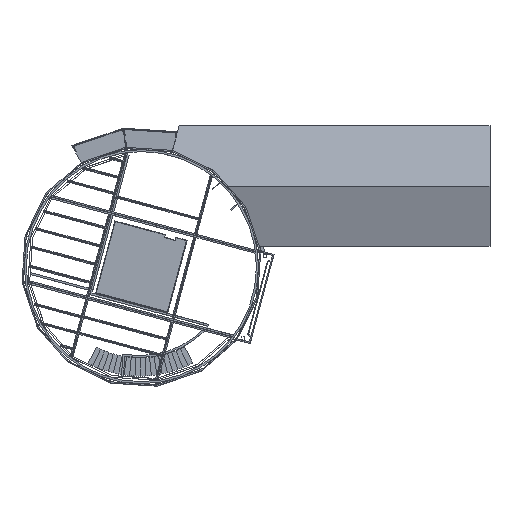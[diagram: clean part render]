
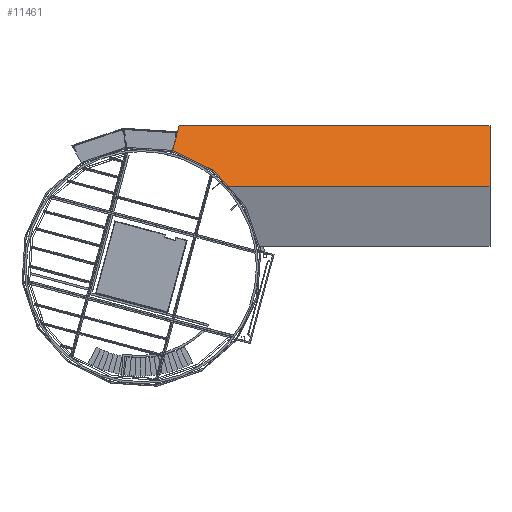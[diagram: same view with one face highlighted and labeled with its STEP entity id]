
A CAD part, top view. The second image highlights one B-rep face of the part: STEP entity #11461.
In plain terms, the highlighted planar face has unit normal (0, 0.316, 0.949).
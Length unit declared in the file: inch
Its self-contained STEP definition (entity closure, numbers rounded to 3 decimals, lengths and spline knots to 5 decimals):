
#705 = CARTESIAN_POINT ( 'NONE',  ( -3002.29944, 1686.08023, 182.93522 ) ) ;
#783 = CARTESIAN_POINT ( 'NONE',  ( -2296.86756, 1645.14247, 196.58114 ) ) ;
#948 = DIRECTION ( 'NONE',  ( -1., 0., 0. ) ) ;
#994 = VECTOR ( 'NONE', #51832, 39.37008 ) ;
#1081 = EDGE_CURVE ( 'NONE', #18773, #25509, #47943, .T. ) ;
#2713 = LINE ( 'NONE', #7372, #44291 ) ;
#2730 = CARTESIAN_POINT ( 'NONE',  ( -2296.86756, 1645.14247, 196.58114 ) ) ;
#5823 = DIRECTION ( 'NONE',  ( 0., -0.949, 0.316 ) ) ;
#6031 = FACE_OUTER_BOUND ( 'NONE', #48623, .T. ) ;
#7331 = VECTOR ( 'NONE', #28954, 39.37008 ) ;
#7372 = CARTESIAN_POINT ( 'NONE',  ( -3085.86756, 1798.14247, 145.58114 ) ) ;
#8205 = VERTEX_POINT ( 'NONE', #14265 ) ;
#11417 = DIRECTION ( 'NONE',  ( -0.246, -0.919, 0.306 ) ) ;
#11461 = ADVANCED_FACE ( 'NONE', ( #6031 ), #29988, .T. ) ;
#14265 = CARTESIAN_POINT ( 'NONE',  ( -3102.63625, 1735.56087, 166.44167 ) ) ;
#16205 = CARTESIAN_POINT ( 'NONE',  ( -3085.86756, 1798.14247, 145.58114 ) ) ;
#16341 = ORIENTED_EDGE ( 'NONE', *, *, #51127, .T. ) ;
#16832 = VERTEX_POINT ( 'NONE', #42433 ) ;
#18773 = VERTEX_POINT ( 'NONE', #2730 ) ;
#20818 = VECTOR ( 'NONE', #24783, 39.37008 ) ;
#21950 = VECTOR ( 'NONE', #948, 39.37008 ) ;
#22160 = AXIS2_PLACEMENT_3D ( 'NONE', #50025, #45950, #5823 ) ;
#23237 = ORIENTED_EDGE ( 'NONE', *, *, #51774, .T. ) ;
#24783 = DIRECTION ( 'NONE',  ( 1., 0., 0. ) ) ;
#25013 = ORIENTED_EDGE ( 'NONE', *, *, #36681, .T. ) ;
#25509 = VERTEX_POINT ( 'NONE', #50644 ) ;
#25655 = EDGE_CURVE ( 'NONE', #8205, #16832, #47647, .T. ) ;
#26580 = VECTOR ( 'NONE', #41128, 39.37008 ) ;
#28954 = DIRECTION ( 'NONE',  ( 0.64, -0.729, 0.243 ) ) ;
#29988 = PLANE ( 'NONE',  #22160 ) ;
#30361 = ORIENTED_EDGE ( 'NONE', *, *, #44008, .T. ) ;
#31544 = LINE ( 'NONE', #45005, #20818 ) ;
#32697 = LINE ( 'NONE', #36893, #21950 ) ;
#34807 = CARTESIAN_POINT ( 'NONE',  ( -2966.39799, 1645.14247, 196.58114 ) ) ;
#36681 = EDGE_CURVE ( 'NONE', #39050, #18773, #31544, .T. ) ;
#36893 = CARTESIAN_POINT ( 'NONE',  ( -2314.96151, 1798.14247, 145.58114 ) ) ;
#39050 = VERTEX_POINT ( 'NONE', #34807 ) ;
#39473 = LINE ( 'NONE', #705, #7331 ) ;
#41128 = DIRECTION ( 'NONE',  ( 0., 0.949, -0.316 ) ) ;
#42094 = VERTEX_POINT ( 'NONE', #16205 ) ;
#42433 = CARTESIAN_POINT ( 'NONE',  ( -3002.29944, 1686.08023, 182.93522 ) ) ;
#44008 = EDGE_CURVE ( 'NONE', #42094, #8205, #2713, .T. ) ;
#44291 = VECTOR ( 'NONE', #11417, 39.37008 ) ;
#45005 = CARTESIAN_POINT ( 'NONE',  ( -2314.96151, 1645.14247, 196.58114 ) ) ;
#45289 = ORIENTED_EDGE ( 'NONE', *, *, #25655, .T. ) ;
#45950 = DIRECTION ( 'NONE',  ( 0., 0.316, 0.949 ) ) ;
#47647 = LINE ( 'NONE', #47780, #994 ) ;
#47780 = CARTESIAN_POINT ( 'NONE',  ( -3102.63625, 1735.56087, 166.44167 ) ) ;
#47943 = LINE ( 'NONE', #783, #26580 ) ;
#48623 = EDGE_LOOP ( 'NONE', ( #30361, #45289, #23237, #25013, #49428, #16341 ) ) ;
#49428 = ORIENTED_EDGE ( 'NONE', *, *, #1081, .T. ) ;
#50025 = CARTESIAN_POINT ( 'NONE',  ( -2314.96151, 1645.14247, 196.58114 ) ) ;
#50644 = CARTESIAN_POINT ( 'NONE',  ( -2296.86756, 1798.14247, 145.58114 ) ) ;
#51127 = EDGE_CURVE ( 'NONE', #25509, #42094, #32697, .T. ) ;
#51774 = EDGE_CURVE ( 'NONE', #16832, #39050, #39473, .T. ) ;
#51832 = DIRECTION ( 'NONE',  ( 0.887, -0.438, 0.146 ) ) ;
